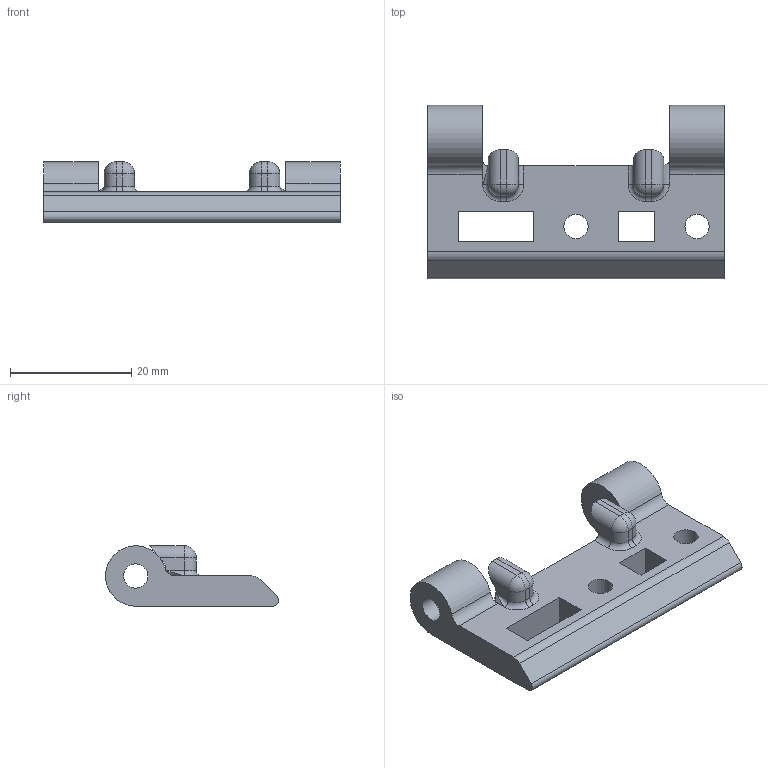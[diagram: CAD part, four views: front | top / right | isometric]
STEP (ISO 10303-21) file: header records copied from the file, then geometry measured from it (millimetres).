
FILE_DESCRIPTION(('FreeCAD Model'),'2;1');
FILE_NAME( 'lcd-hinge.stp', '2014-11-16T19:49:23',('FreeCAD'),('FreeCAD'), 'Open CASCADE STEP processor 6.7','FreeCAD','Unknown');
FILE_SCHEMA(('AUTOMOTIVE_DESIGN_CC2 { 1 2 10303 214 -1 1 5 4 }'));
Length unit declared in the file: millimetre
Products named in the file (1): lcd-hinge-final
Bounding box: 49 x 28.59 x 10 mm (x, y, z)
Volume: 5181 mm3; surface area: 3645.2 mm2
Topology: 1 solids, 1 shells, 64 faces, 174 edges, 108 vertices
Faces by surface type: cylinder 30, plane 26, torus 4, sphere 4
Full cylindrical faces by diameter (mm): 4 x4
Entity records: 4326 total; most frequent: CARTESIAN_POINT 955, DIRECTION 621, LINE 348, VECTOR 348, ORIENTED_EDGE 340, PCURVE 340, DEFINITIONAL_REPRESENTATION 340, EDGE_CURVE 170
